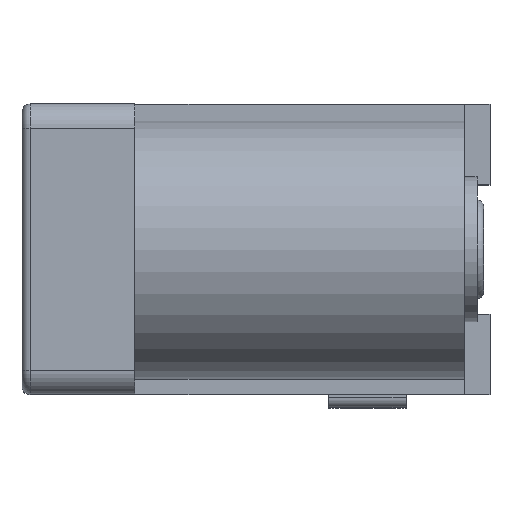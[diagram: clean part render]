
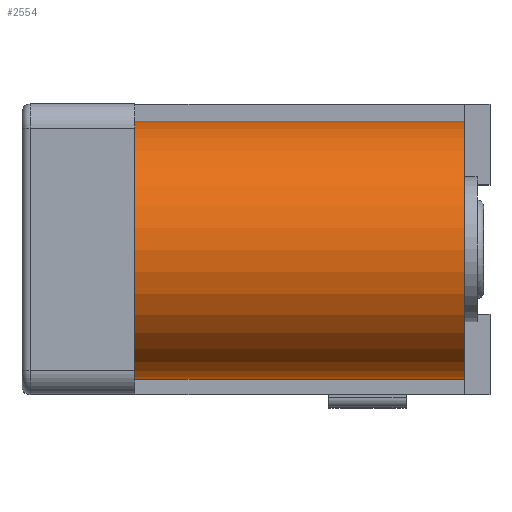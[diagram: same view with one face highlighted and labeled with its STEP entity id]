
A CAD part, top view. The second image highlights one B-rep face of the part: STEP entity #2554.
In plain terms, the highlighted cylindrical face has radius 4 mm (diameter 8 mm), a partial arc.
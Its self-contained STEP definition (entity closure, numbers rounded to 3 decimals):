
#333=LINE('',#3717,#583);
#334=LINE('',#3720,#584);
#583=VECTOR('',#3122,10.2);
#584=VECTOR('',#3125,10.2);
#825=FACE_OUTER_BOUND('',#990,.T.);
#990=EDGE_LOOP('',(#1952,#1953,#1954,#1955));
#1132=CIRCLE('',#2759,4.);
#1135=CIRCLE('',#2766,4.);
#1215=VERTEX_POINT('',#3692);
#1216=VERTEX_POINT('',#3694);
#1223=VERTEX_POINT('',#3716);
#1224=VERTEX_POINT('',#3718);
#1485=EDGE_CURVE('',#1215,#1216,#1132,.T.);
#1496=EDGE_CURVE('',#1223,#1215,#333,.T.);
#1497=EDGE_CURVE('',#1224,#1223,#1135,.T.);
#1498=EDGE_CURVE('',#1216,#1224,#334,.T.);
#1952=ORIENTED_EDGE('',*,*,#1485,.F.);
#1953=ORIENTED_EDGE('',*,*,#1496,.F.);
#1954=ORIENTED_EDGE('',*,*,#1497,.F.);
#1955=ORIENTED_EDGE('',*,*,#1498,.F.);
#2458=CYLINDRICAL_SURFACE('',#2765,4.);
#2554=ADVANCED_FACE('',(#825),#2458,.T.);
#2759=AXIS2_PLACEMENT_3D('',#3695,#3100,#3101);
#2765=AXIS2_PLACEMENT_3D('',#3715,#3120,#3121);
#2766=AXIS2_PLACEMENT_3D('',#3719,#3123,#3124);
#3100=DIRECTION('center_axis',(0.,0.,1.));
#3101=DIRECTION('ref_axis',(0.,1.,0.));
#3120=DIRECTION('center_axis',(0.,0.,-1.));
#3121=DIRECTION('ref_axis',(0.,1.,0.));
#3122=DIRECTION('',(0.,0.,1.));
#3123=DIRECTION('center_axis',(0.,0.,-1.));
#3124=DIRECTION('ref_axis',(0.,1.,0.));
#3125=DIRECTION('',(0.,0.,-1.));
#3692=CARTESIAN_POINT('',(4.028,6.3,-3.5));
#3694=CARTESIAN_POINT('',(-3.972,6.3,-3.5));
#3695=CARTESIAN_POINT('Origin',(0.028,6.3,-3.5));
#3715=CARTESIAN_POINT('Origin',(0.028,6.3,-3.5));
#3716=CARTESIAN_POINT('',(4.028,6.3,-13.7));
#3717=CARTESIAN_POINT('',(4.028,6.3,-8.6));
#3718=CARTESIAN_POINT('',(-3.972,6.3,-13.7));
#3719=CARTESIAN_POINT('Origin',(0.028,6.3,-13.7));
#3720=CARTESIAN_POINT('',(-3.972,6.3,-8.6));
